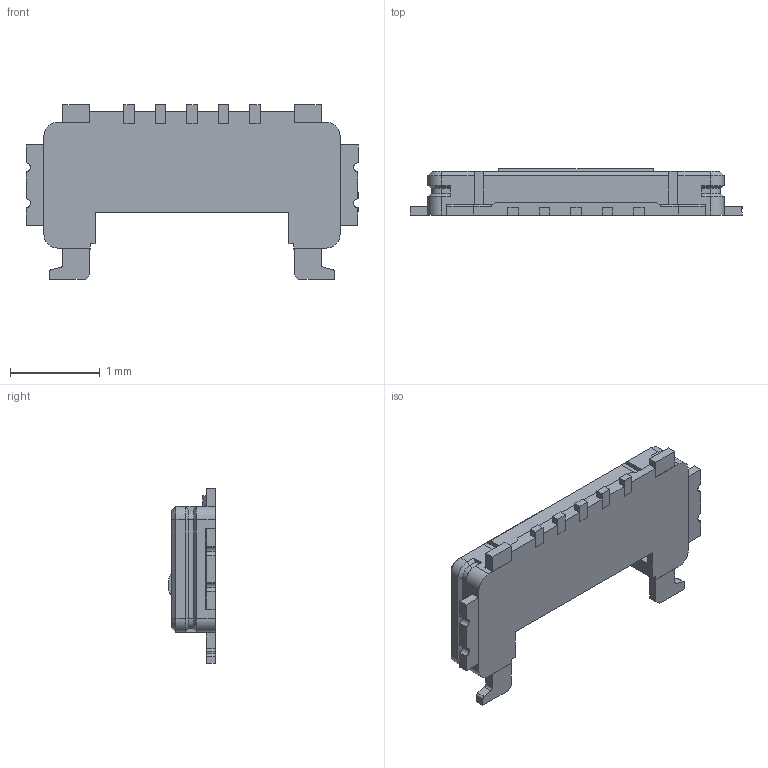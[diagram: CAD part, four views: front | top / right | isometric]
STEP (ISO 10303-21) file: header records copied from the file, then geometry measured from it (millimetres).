
FILE_DESCRIPTION (( 'STEP AP214' ), '1' );
FILE_NAME ('20854-005E-02R8.STEP', '2022-11-14T13:47:37', ( '' ), ( '' ), 'SwSTEP 2.0', 'SolidWorks 2017', '' );
FILE_SCHEMA (( 'AUTOMOTIVE_DESIGN' ));
Length unit declared in the file: millimetre
Products named in the file (1): 20854-005E-02R8
Bounding box: 3.7 x 0.52 x 1.95 mm (x, y, z)
Volume: 1.3 mm3; surface area: 18.5 mm2
Topology: 12 solids, 12 shells, 239 faces, 585 edges, 370 vertices
Faces by surface type: plane 186, cylinder 37, cone 16
Entity records: 9647 total; most frequent: CARTESIAN_POINT 1279, ORIENTED_EDGE 1170, DIRECTION 1097, EDGE_CURVE 585, LINE 497, VECTOR 497, VERTEX_POINT 370, AXIS2_PLACEMENT_3D 300
